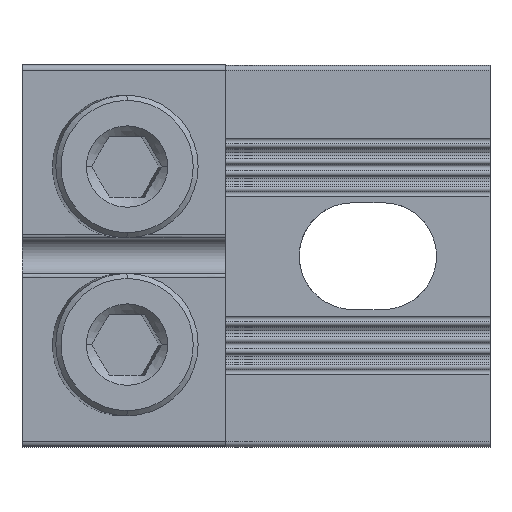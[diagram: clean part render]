
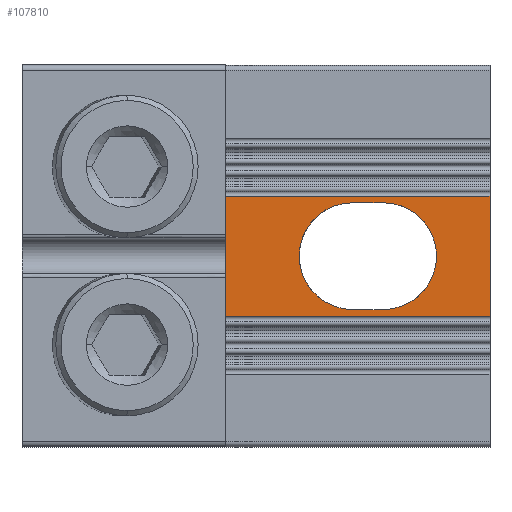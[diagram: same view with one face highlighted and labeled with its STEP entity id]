
A CAD part, top view. The second image highlights one B-rep face of the part: STEP entity #107810.
In plain terms, the highlighted planar face has unit normal (0, 0, 1).
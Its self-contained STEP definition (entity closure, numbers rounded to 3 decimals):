
#1350=CARTESIAN_POINT('',(22.,-5.885,18.4));
#1360=VERTEX_POINT('',#1350);
#1390=CARTESIAN_POINT('',(22.,10.175,18.4));
#1400=DIRECTION('',(0.,-1.,0.));
#1410=VECTOR('',#1400,1.);
#1420=LINE('',#1390,#1410);
#1430=CARTESIAN_POINT('',(22.,5.885,18.4));
#1440=VERTEX_POINT('',#1430);
#1450=EDGE_CURVE('',#1440,#1360,#1420,.T.);
#39270=CARTESIAN_POINT('',(-4.,22.575,18.4));
#39280=DIRECTION('',(0.,-1.,0.));
#39290=VECTOR('',#39280,1.);
#39300=LINE('',#39270,#39290);
#73380=CARTESIAN_POINT('',(11.5,5.25,18.4));
#73390=VERTEX_POINT('',#73380);
#73420=CARTESIAN_POINT('',(11.5,0.,18.4));
#73430=DIRECTION('',(0.,0.,1.));
#73440=DIRECTION('',(0.,1.,0.));
#73450=AXIS2_PLACEMENT_3D('',#73420,#73430,#73440);
#73460=CIRCLE('',#73450,5.25);
#73470=CARTESIAN_POINT('',(11.5,-5.25,18.4));
#73480=VERTEX_POINT('',#73470);
#73490=EDGE_CURVE('',#73480,#73390,#73460,.T.);
#80190=CARTESIAN_POINT('',(8.5,5.25,18.4));
#80200=VERTEX_POINT('',#80190);
#80230=CARTESIAN_POINT('',(22.,5.25,
18.4));
#80240=DIRECTION('',(-1.,0.,0.));
#80250=VECTOR('',#80240,1.);
#80260=LINE('',#80230,#80250);
#80270=EDGE_CURVE('',#73390,#80200,#80260,.T.);
#80800=CARTESIAN_POINT('',(8.5,-5.25,18.4));
#80810=VERTEX_POINT('',#80800);
#80840=CARTESIAN_POINT('',(8.5,0.,18.4));
#80850=DIRECTION('',(0.,0.,1.));
#80860=DIRECTION('',(0.,1.,0.));
#80870=AXIS2_PLACEMENT_3D('',#80840,#80850,#80860);
#80880=CIRCLE('',#80870,5.25);
#80890=EDGE_CURVE('',#80200,#80810,#80880,.T.);
#81290=CARTESIAN_POINT('',(22.,-5.25,
18.4));
#81300=DIRECTION('',(1.,0.,0.));
#81310=VECTOR('',#81300,1.);
#81320=LINE('',#81290,#81310);
#81330=EDGE_CURVE('',#80810,#73480,#81320,.T.);
#102060=CARTESIAN_POINT('',(22.,5.885,18.4));
#102070=DIRECTION('',(-1.,0.,0.));
#102080=VECTOR('',#102070,1.);
#102090=LINE('',#102060,#102080);
#102100=CARTESIAN_POINT('',(-4.,5.885,18.4));
#102110=VERTEX_POINT('',#102100);
#102120=EDGE_CURVE('',#1440,#102110,#102090,.T.);
#105870=CARTESIAN_POINT('',(-4.,-5.885,18.4));
#105880=VERTEX_POINT('',#105870);
#105890=EDGE_CURVE('',#102110,#105880,#39300,.T.);
#107590=CARTESIAN_POINT('',(22.,22.575,18.4));
#107600=DIRECTION('',(0.,-0.,1.));
#107610=DIRECTION('',(0.,1.,0.));
#107620=AXIS2_PLACEMENT_3D('',#107590,#107600,#107610);
#107630=PLANE('',#107620);
#107640=ORIENTED_EDGE('',*,*,#73490,.F.);
#107650=ORIENTED_EDGE('',*,*,#80270,.F.);
#107660=ORIENTED_EDGE('',*,*,#80890,.F.);
#107670=ORIENTED_EDGE('',*,*,#81330,.F.);
#107680=EDGE_LOOP('',(#107670,#107660,#107650,#107640));
#107690=FACE_BOUND('',#107680,.T.);
#107700=ORIENTED_EDGE('',*,*,#105890,.T.);
#107710=ORIENTED_EDGE('',*,*,#102120,.T.);
#107720=ORIENTED_EDGE('',*,*,#1450,.F.);
#107730=CARTESIAN_POINT('',(22.,-5.885,18.4));
#107740=DIRECTION('',(-1.,0.,0.));
#107750=VECTOR('',#107740,1.);
#107760=LINE('',#107730,#107750);
#107770=EDGE_CURVE('',#1360,#105880,#107760,.T.);
#107780=ORIENTED_EDGE('',*,*,#107770,.F.);
#107790=EDGE_LOOP('',(#107780,#107720,#107710,#107700));
#107800=FACE_OUTER_BOUND('',#107790,.T.);
#107810=ADVANCED_FACE('',(#107690,#107800),#107630,.T.);
